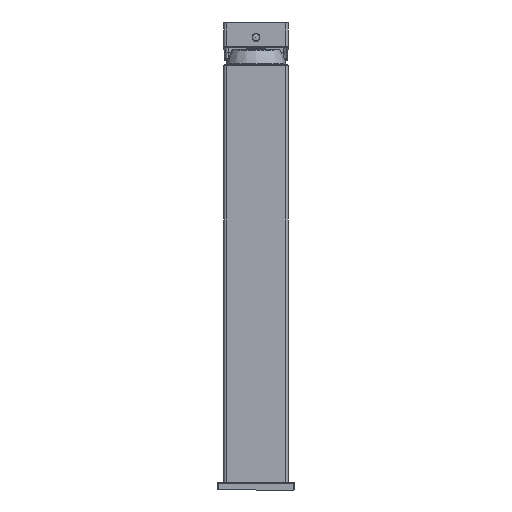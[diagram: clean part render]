
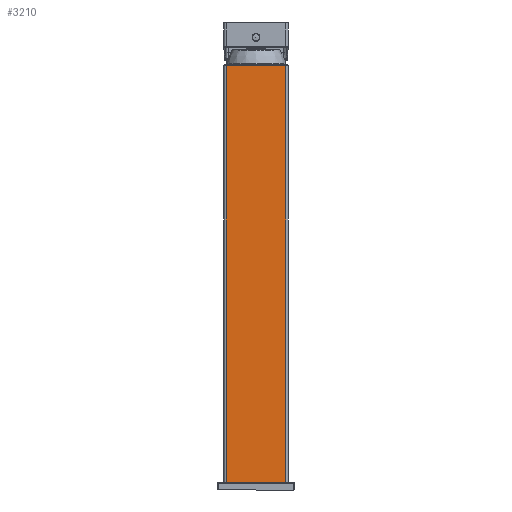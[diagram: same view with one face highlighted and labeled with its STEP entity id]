
A CAD part, left-side view. The second image highlights one B-rep face of the part: STEP entity #3210.
In plain terms, the highlighted planar face has unit normal (-1, 0, 0).
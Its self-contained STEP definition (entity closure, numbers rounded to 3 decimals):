
#415=LINE('',#6340,#666);
#419=LINE('',#6356,#670);
#427=LINE('',#6427,#678);
#428=LINE('',#6429,#679);
#666=VECTOR('',#4458,38.95);
#670=VECTOR('',#4472,272.);
#678=VECTOR('',#4518,38.95);
#679=VECTOR('',#4521,272.);
#887=FACE_OUTER_BOUND('',#1093,.T.);
#1093=EDGE_LOOP('',(#2782,#2783,#2784,#2785));
#1528=VERTEX_POINT('',#6337);
#1529=VERTEX_POINT('',#6339);
#1535=VERTEX_POINT('',#6353);
#1550=VERTEX_POINT('',#6423);
#1940=EDGE_CURVE('',#1529,#1528,#415,.T.);
#1948=EDGE_CURVE('',#1528,#1535,#419,.T.);
#1970=EDGE_CURVE('',#1550,#1535,#427,.T.);
#1971=EDGE_CURVE('',#1550,#1529,#428,.T.);
#2782=ORIENTED_EDGE('',*,*,#1970,.F.);
#2783=ORIENTED_EDGE('',*,*,#1971,.T.);
#2784=ORIENTED_EDGE('',*,*,#1940,.T.);
#2785=ORIENTED_EDGE('',*,*,#1948,.T.);
#3048=PLANE('',#3635);
#3210=ADVANCED_FACE('',(#887),#3048,.T.);
#3635=AXIS2_PLACEMENT_3D('',#6428,#4519,#4520);
#4458=DIRECTION('',(0.,-1.,0.));
#4472=DIRECTION('',(0.,0.,1.));
#4518=DIRECTION('',(0.,-1.,0.));
#4519=DIRECTION('center_axis',(-1.,0.,0.));
#4520=DIRECTION('ref_axis',(0.,0.,-1.));
#4521=DIRECTION('',(0.,0.,-1.));
#6337=CARTESIAN_POINT('',(-21.,-21.677,4.809));
#6339=CARTESIAN_POINT('',(-21.,17.272,4.809));
#6340=CARTESIAN_POINT('',(-21.,17.272,4.809));
#6353=CARTESIAN_POINT('',(-21.,-21.677,276.809));
#6356=CARTESIAN_POINT('',(-21.,-21.677,4.809));
#6423=CARTESIAN_POINT('',(-21.,17.272,276.809));
#6427=CARTESIAN_POINT('',(-21.,17.272,276.809));
#6428=CARTESIAN_POINT('Origin',(-21.,18.798,277.809));
#6429=CARTESIAN_POINT('',(-21.,17.272,276.809));
